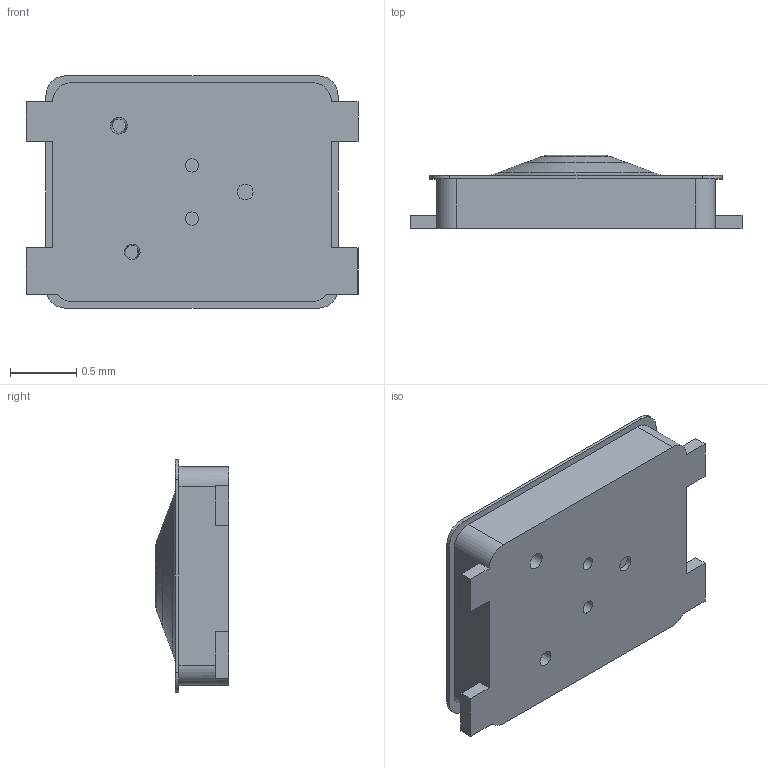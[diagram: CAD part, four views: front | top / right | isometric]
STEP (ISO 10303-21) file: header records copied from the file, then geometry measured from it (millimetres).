
FILE_DESCRIPTION(/* description */ ('STEP AP214'),/* implementation_level */ '2;1');
FILE_NAME(/* name */ 'NANOT160AS',/* time_stamp */ '2024-12-18T07:39:38+01:00',/* author */ ('License CC BY-ND 4.0'),/* organization */ ('CADENAS'),/* preprocessor_version */ 'ST-DEVELOPER v19.3',/* originating_system */ 'PARTsolutions',/* authorisation */ ' ');
FILE_SCHEMA (('AUTOMOTIVE_DESIGN {1 0 10303 214 3 1 1}'));
Length unit declared in the file: millimetre
Products named in the file (2): NANOT160AS; NANOT160AS_PART1
Assembly tree (1 placements, depth 2):
  NANOT160AS
    NANOT160AS_PART1
Bounding box: 2.5 x 0.55 x 1.75 mm (x, y, z)
Volume: 1.3 mm3; surface area: 18.6 mm2
Topology: 1 solids, 3 shells, 156 faces, 445 edges, 294 vertices
Faces by surface type: plane 90, cylinder 51, sphere 6, torus 4, cone 3, bspline 2
Full cylindrical faces by diameter (mm): 0.1 x2, 0.12 x2, 0.55 x1
Entity records: 5111 total; most frequent: CARTESIAN_POINT 1008, DIRECTION 881, ORIENTED_EDGE 834, EDGE_CURVE 417, AXIS2_PLACEMENT_3D 324, VERTEX_POINT 283, LINE 233, VECTOR 233
